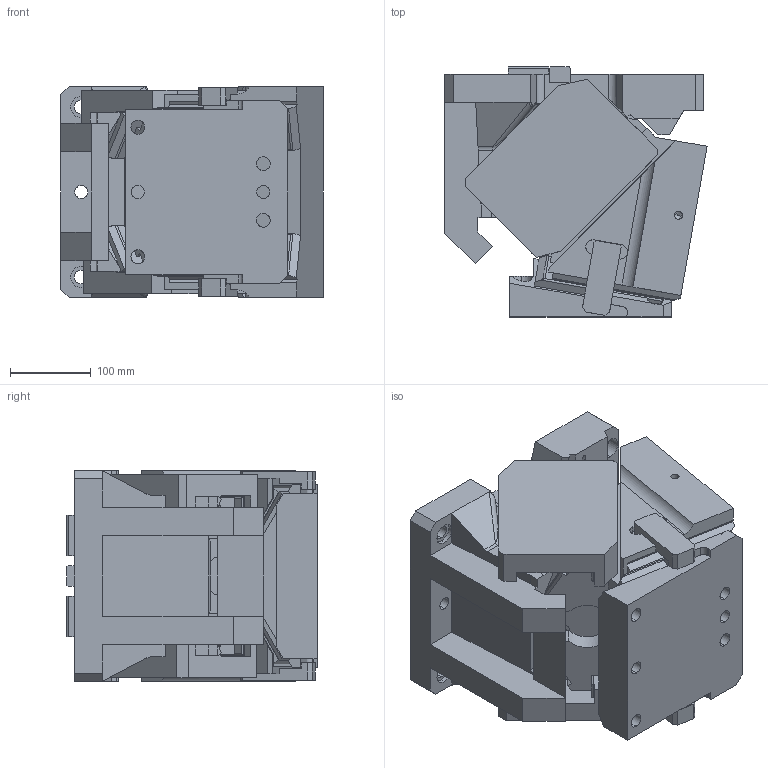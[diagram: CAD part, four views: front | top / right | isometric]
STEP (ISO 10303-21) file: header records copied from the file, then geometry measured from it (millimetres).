
FILE_DESCRIPTION(('CATIA V5 STEP Exchange'),'2;1');
FILE_NAME('CACV_F_260_10.stp','2015-04-27T06:56:13+00:00',('none'),('none'),'CATIA Version 5 Release 19 SP 2 (IN-10)','CATIA V5 STEP AP203','none');
FILE_SCHEMA(('CONFIG_CONTROL_DESIGN'));
Length unit declared in the file: millimetre
Products named in the file (1): CACV_F_260_10
Bounding box: 323.81 x 309 x 260 mm (x, y, z)
Volume: 16753486.4 mm3; surface area: 955014.7 mm2
Topology: 3 solids, 5 shells, 632 faces, 1909 edges, 1266 vertices
Faces by surface type: plane 430, cylinder 177, bspline 12, cone 8, extrusion 5
Entity records: 22789 total; most frequent: CARTESIAN_POINT 6594, ORIENTED_EDGE 3802, DIRECTION 2642, EDGE_CURVE 1901, VECTOR 1438, LINE 1433, VERTEX_POINT 1266, AXIS2_PLACEMENT_3D 698
